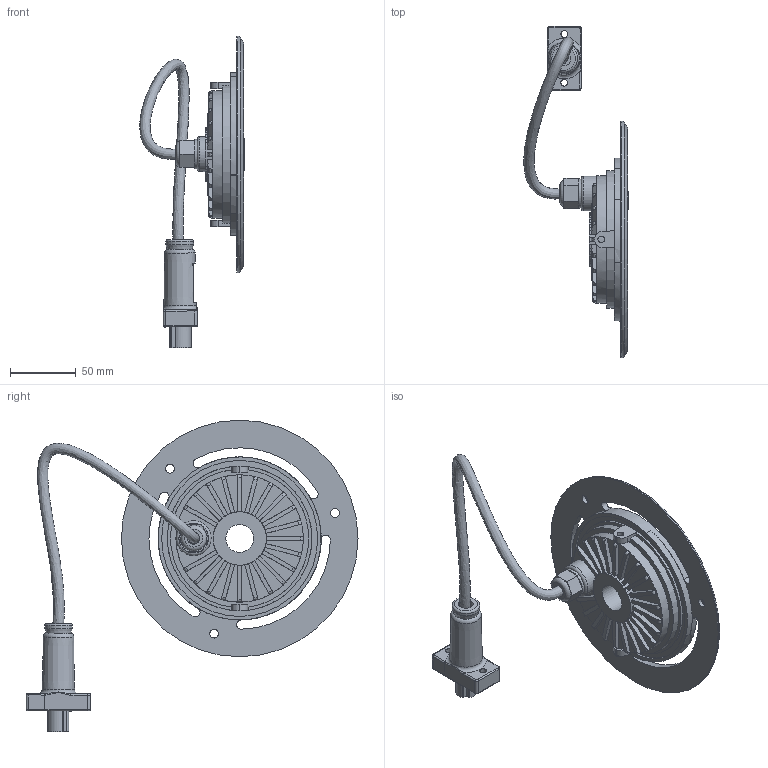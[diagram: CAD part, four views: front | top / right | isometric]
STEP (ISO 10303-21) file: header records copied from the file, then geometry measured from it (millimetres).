
FILE_DESCRIPTION(/* description */ (''),/* implementation_level */ '2;1');
FILE_NAME(/* name */ '72707_ProfiPlane LED L RGB Spot_DMX_02.stp',/* time_stamp */ '2019-06-05T09:21:05+02:00',/* author */ ('guzb562'),/* organization */ (''),/* preprocessor_version */ 'ST-DEVELOPER v17.2',/* originating_system */ 'Autodesk Inventor 2019',/* authorisation */ '');
FILE_SCHEMA (('CONFIG_CONTROL_DESIGN'));
Length unit declared in the file: millimetre
Products named in the file (4): 72707_1; 50719_Profilux_plane 320_; 50719_Profilux_plane 320_Kabelbaum; stecker female
Assembly tree (3 placements, depth 2):
  72707_1
    50719_Profilux_plane 320_
    50719_Profilux_plane 320_Kabelbaum
    stecker female
Bounding box: 79.38 x 252.52 x 237.05 mm (x, y, z)
Volume: 323728.8 mm3; surface area: 99494.1 mm2
Topology: 2 solids, 13 shells, 1304 faces, 3436 edges, 2241 vertices
Faces by surface type: plane 938, bspline 173, cylinder 167, torus 15, cone 11
Full cylindrical faces by diameter (mm): 1.172 x4, 5 x2, 5.216 x2, 6.6 x3, 9.279 x1, 10 x18, 10.5 x6, 11 x1, 20.988 x1, 21.045 x1, 22 x3, 22.495 x1, 24.414 x1, 24.652 x1, 26.495 x1, 89.163 x2, 90 x1, 90.038 x1, 92.753 x1, 109.993 x1, 118.695 x1, 179.975 x1
Entity records: 43360 total; most frequent: CARTESIAN_POINT 11025, ORIENTED_EDGE 6870, DIRECTION 5991, EDGE_CURVE 3436, LINE 2417, VECTOR 2417, VERTEX_POINT 2241, AXIS2_PLACEMENT_3D 1787
